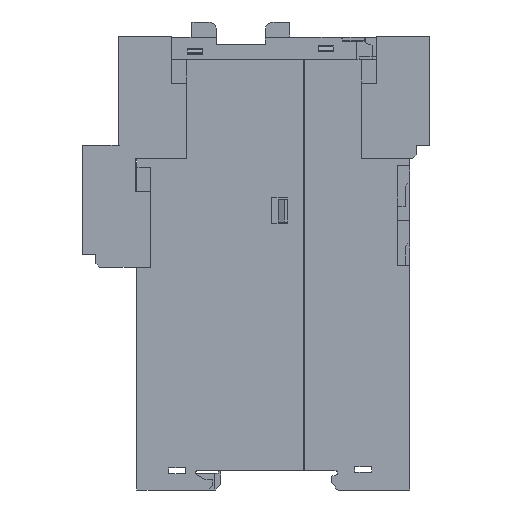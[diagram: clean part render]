
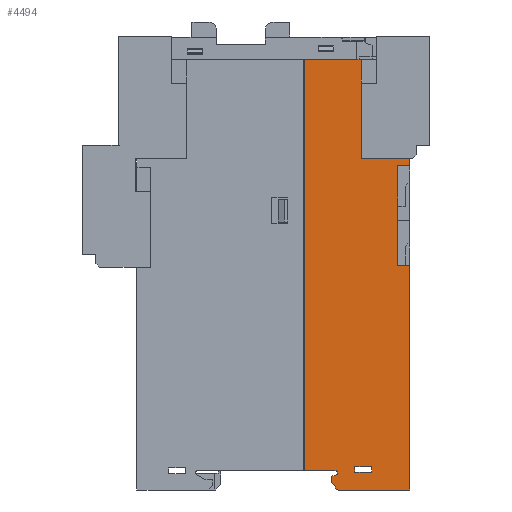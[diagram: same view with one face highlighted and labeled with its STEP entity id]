
A CAD part, left-side view. The second image highlights one B-rep face of the part: STEP entity #4494.
In plain terms, the highlighted planar face has unit normal (-1, 0, 0).
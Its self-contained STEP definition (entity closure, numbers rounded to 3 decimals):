
#4494=ADVANCED_FACE('',(#10052,#10053),#10054,.F.);
#10052=FACE_OUTER_BOUND('',#16663,.T.);
#10053=FACE_BOUND('',#16664,.T.);
#10054=PLANE('',#16665);
#16663=EDGE_LOOP('',(#31029,#31030,#31031,#31032,#31033,#31034,#31035,#31036,#31037,#31038,#31039,#31040,#31041,#31042,#31043,#31044,#31045,#31046,#31047,#31048,#31049,#31050));
#16664=EDGE_LOOP('',(#31051,#31052,#31053,#31054));
#16665=AXIS2_PLACEMENT_3D('',#31055,#31056,#31057);
#31029=ORIENTED_EDGE('',*,*,#44682,.T.);
#31030=ORIENTED_EDGE('',*,*,#41880,.T.);
#31031=ORIENTED_EDGE('',*,*,#45080,.T.);
#31032=ORIENTED_EDGE('',*,*,#45081,.T.);
#31033=ORIENTED_EDGE('',*,*,#45082,.T.);
#31034=ORIENTED_EDGE('',*,*,#45083,.T.);
#31035=ORIENTED_EDGE('',*,*,#45084,.T.);
#31036=ORIENTED_EDGE('',*,*,#45085,.T.);
#31037=ORIENTED_EDGE('',*,*,#45086,.T.);
#31038=ORIENTED_EDGE('',*,*,#45087,.T.);
#31039=ORIENTED_EDGE('',*,*,#45088,.F.);
#31040=ORIENTED_EDGE('',*,*,#45089,.T.);
#31041=ORIENTED_EDGE('',*,*,#45090,.T.);
#31042=ORIENTED_EDGE('',*,*,#45091,.T.);
#31043=ORIENTED_EDGE('',*,*,#45092,.T.);
#31044=ORIENTED_EDGE('',*,*,#45093,.T.);
#31045=ORIENTED_EDGE('',*,*,#45094,.T.);
#31046=ORIENTED_EDGE('',*,*,#45095,.T.);
#31047=ORIENTED_EDGE('',*,*,#45096,.T.);
#31048=ORIENTED_EDGE('',*,*,#45097,.T.);
#31049=ORIENTED_EDGE('',*,*,#45098,.T.);
#31050=ORIENTED_EDGE('',*,*,#45099,.T.);
#31051=ORIENTED_EDGE('',*,*,#45100,.T.);
#31052=ORIENTED_EDGE('',*,*,#45101,.T.);
#31053=ORIENTED_EDGE('',*,*,#45102,.T.);
#31054=ORIENTED_EDGE('',*,*,#45103,.T.);
#31055=CARTESIAN_POINT('',(0.005,62.57,60.03));
#31056=DIRECTION('',(1.0,0.0,0.0));
#31057=DIRECTION('',(0.0,0.0,-1.0));
#41880=EDGE_CURVE('',#50905,#50906,#50907,.T.);
#44682=EDGE_CURVE('',#55113,#50905,#55116,.T.);
#45080=EDGE_CURVE('',#50906,#55680,#55681,.T.);
#45081=EDGE_CURVE('',#55680,#55682,#55683,.T.);
#45082=EDGE_CURVE('',#55682,#55684,#55685,.T.);
#45083=EDGE_CURVE('',#55684,#55686,#55687,.T.);
#45084=EDGE_CURVE('',#55686,#55688,#55689,.T.);
#45085=EDGE_CURVE('',#55688,#55690,#55691,.T.);
#45086=EDGE_CURVE('',#55690,#55692,#55693,.T.);
#45087=EDGE_CURVE('',#55692,#55694,#55695,.T.);
#45088=EDGE_CURVE('',#55696,#55694,#55697,.T.);
#45089=EDGE_CURVE('',#55696,#55698,#55699,.T.);
#45090=EDGE_CURVE('',#55698,#55700,#55701,.T.);
#45091=EDGE_CURVE('',#55700,#55702,#55703,.T.);
#45092=EDGE_CURVE('',#55702,#55704,#55705,.T.);
#45093=EDGE_CURVE('',#55704,#55706,#55707,.T.);
#45094=EDGE_CURVE('',#55706,#55708,#55709,.T.);
#45095=EDGE_CURVE('',#55708,#55710,#55711,.T.);
#45096=EDGE_CURVE('',#55710,#55712,#55713,.T.);
#45097=EDGE_CURVE('',#55712,#55714,#55715,.T.);
#45098=EDGE_CURVE('',#55714,#55716,#55717,.T.);
#45099=EDGE_CURVE('',#55716,#55113,#55718,.T.);
#45100=EDGE_CURVE('',#55719,#55720,#55721,.T.);
#45101=EDGE_CURVE('',#55720,#55722,#55723,.T.);
#45102=EDGE_CURVE('',#55722,#55724,#55725,.T.);
#45103=EDGE_CURVE('',#55724,#55719,#55726,.T.);
#50905=VERTEX_POINT('',#64093);
#50906=VERTEX_POINT('',#64094);
#50907=LINE('',#64095,#64096);
#55113=VERTEX_POINT('',#70350);
#55116=LINE('',#70355,#70356);
#55680=VERTEX_POINT('',#71220);
#55681=LINE('',#71221,#71222);
#55682=VERTEX_POINT('',#71223);
#55683=LINE('',#71224,#71225);
#55684=VERTEX_POINT('',#71226);
#55685=CIRCLE('',#71227,0.3);
#55686=VERTEX_POINT('',#71228);
#55687=LINE('',#71229,#71230);
#55688=VERTEX_POINT('',#71231);
#55689=CIRCLE('',#71232,0.3);
#55690=VERTEX_POINT('',#71233);
#55691=LINE('',#71234,#71235);
#55692=VERTEX_POINT('',#71236);
#55693=LINE('',#71237,#71238);
#55694=VERTEX_POINT('',#71239);
#55695=LINE('',#71240,#71241);
#55696=VERTEX_POINT('',#71242);
#55697=CIRCLE('',#71243,0.5);
#55698=VERTEX_POINT('',#71244);
#55699=LINE('',#71245,#71246);
#55700=VERTEX_POINT('',#71247);
#55701=LINE('',#71248,#71249);
#55702=VERTEX_POINT('',#71250);
#55703=LINE('',#71251,#71252);
#55704=VERTEX_POINT('',#71253);
#55705=LINE('',#71254,#71255);
#55706=VERTEX_POINT('',#71256);
#55707=LINE('',#71257,#71258);
#55708=VERTEX_POINT('',#71259);
#55709=LINE('',#71260,#71261);
#55710=VERTEX_POINT('',#71262);
#55711=LINE('',#71263,#71264);
#55712=VERTEX_POINT('',#71265);
#55713=LINE('',#71266,#71267);
#55714=VERTEX_POINT('',#71268);
#55715=LINE('',#71269,#71270);
#55716=VERTEX_POINT('',#71271);
#55717=LINE('',#71272,#71273);
#55718=LINE('',#71274,#71275);
#55719=VERTEX_POINT('',#71276);
#55720=VERTEX_POINT('',#71277);
#55721=LINE('',#71278,#71279);
#55722=VERTEX_POINT('',#71280);
#55723=LINE('',#71281,#71282);
#55724=VERTEX_POINT('',#71283);
#55725=LINE('',#71284,#71285);
#55726=LINE('',#71286,#71287);
#64093=CARTESIAN_POINT('',(0.005,19.3,114.0));
#64094=CARTESIAN_POINT('',(0.005,33.2,114.0));
#64095=CARTESIAN_POINT('',(0.005,51.865,114.0));
#64096=VECTOR('',#80351,1.0);
#70350=CARTESIAN_POINT('',(0.005,19.3,114.08));
#70355=CARTESIAN_POINT('',(0.005,19.3,88.514));
#70356=VECTOR('',#82824,1.0);
#71220=CARTESIAN_POINT('',(0.005,33.2,5.1));
#71221=CARTESIAN_POINT('',(0.005,33.2,70.065));
#71222=VECTOR('',#83220,1.0);
#71223=CARTESIAN_POINT('',(0.005,24.75,5.1));
#71224=CARTESIAN_POINT('',(0.005,77.95,5.1));
#71225=VECTOR('',#83221,1.0);
#71226=CARTESIAN_POINT('',(0.005,24.45,4.8));
#71227=AXIS2_PLACEMENT_3D('',#83222,#83223,#83224);
#71228=CARTESIAN_POINT('',(0.005,24.45,4.28));
#71229=CARTESIAN_POINT('',(0.005,24.45,4.8));
#71230=VECTOR('',#83225,1.0);
#71231=CARTESIAN_POINT('',(0.005,24.672,3.99));
#71232=AXIS2_PLACEMENT_3D('',#83226,#83227,#83228);
#71233=CARTESIAN_POINT('',(0.005,25.85,3.675));
#71234=CARTESIAN_POINT('',(0.005,24.672,3.99));
#71235=VECTOR('',#83229,1.0);
#71236=CARTESIAN_POINT('',(0.005,25.85,1.999));
#71237=CARTESIAN_POINT('',(0.005,25.85,3.675));
#71238=VECTOR('',#83230,1.0);
#71239=CARTESIAN_POINT('',(0.005,24.599,0.213));
#71240=CARTESIAN_POINT('',(0.005,25.85,1.999));
#71241=VECTOR('',#83231,1.0);
#71242=CARTESIAN_POINT('',(0.005,24.19,0.0));
#71243=AXIS2_PLACEMENT_3D('',#83232,#83233,#83234);
#71244=CARTESIAN_POINT('',(0.005,5.2,0.0));
#71245=CARTESIAN_POINT('',(0.005,24.19,0.0));
#71246=VECTOR('',#83235,1.0);
#71247=CARTESIAN_POINT('',(0.005,5.2,59.5));
#71248=CARTESIAN_POINT('',(0.005,5.2,27.565));
#71249=VECTOR('',#83236,1.0);
#71250=CARTESIAN_POINT('',(0.005,8.45,59.5));
#71251=CARTESIAN_POINT('',(0.005,34.51,59.5));
#71252=VECTOR('',#83237,1.0);
#71253=CARTESIAN_POINT('',(0.005,8.45,85.9));
#71254=CARTESIAN_POINT('',(0.005,8.45,66.365));
#71255=VECTOR('',#83238,1.0);
#71256=CARTESIAN_POINT('',(0.005,5.2,85.9));
#71257=CARTESIAN_POINT('',(0.005,34.51,85.9));
#71258=VECTOR('',#83239,1.0);
#71259=CARTESIAN_POINT('',(0.005,5.2,87.78));
#71260=CARTESIAN_POINT('',(0.005,5.2,27.565));
#71261=VECTOR('',#83240,1.0);
#71262=CARTESIAN_POINT('',(0.005,18.02,87.78));
#71263=CARTESIAN_POINT('',(0.005,4.45,87.78));
#71264=VECTOR('',#83241,1.0);
#71265=CARTESIAN_POINT('',(0.005,18.02,107.82));
#71266=CARTESIAN_POINT('',(0.005,18.02,87.78));
#71267=VECTOR('',#83242,1.0);
#71268=CARTESIAN_POINT('',(0.005,18.0,107.82));
#71269=CARTESIAN_POINT('',(0.005,18.02,107.82));
#71270=VECTOR('',#83243,1.0);
#71271=CARTESIAN_POINT('',(0.005,18.0,114.08));
#71272=CARTESIAN_POINT('',(0.005,18.0,85.465));
#71273=VECTOR('',#83244,1.0);
#71274=CARTESIAN_POINT('',(0.005,14.01,114.08));
#71275=VECTOR('',#83245,1.0);
#71276=CARTESIAN_POINT('',(0.005,15.3,6.2));
#71277=CARTESIAN_POINT('',(0.005,15.3,4.7));
#71278=CARTESIAN_POINT('',(0.005,15.3,32.74));
#71279=VECTOR('',#83246,1.0);
#71280=CARTESIAN_POINT('',(0.005,19.8,4.7));
#71281=CARTESIAN_POINT('',(0.005,40.06,4.7));
#71282=VECTOR('',#83247,1.0);
#71283=CARTESIAN_POINT('',(0.005,19.8,6.2));
#71284=CARTESIAN_POINT('',(0.005,19.8,32.74));
#71285=VECTOR('',#83248,1.0);
#71286=CARTESIAN_POINT('',(0.005,40.06,6.2));
#71287=VECTOR('',#83249,1.0);
#80351=DIRECTION('',(0.0,1.0,0.0));
#82824=DIRECTION('',(0.0,0.0,-1.0));
#83220=DIRECTION('',(0.0,0.0,-1.0));
#83221=DIRECTION('',(0.0,-1.0,0.0));
#83222=CARTESIAN_POINT('',(0.005,24.75,4.8));
#83223=DIRECTION('',(1.0,0.0,0.0));
#83224=DIRECTION('',(0.0,0.,1.));
#83225=DIRECTION('',(0.0,0.0,-1.0));
#83226=CARTESIAN_POINT('',(0.005,24.75,4.28));
#83227=DIRECTION('',(1.0,0.0,0.0));
#83228=DIRECTION('',(0.0,-1.0,0.));
#83229=DIRECTION('',(0.0,0.966,-0.259));
#83230=DIRECTION('',(0.0,0.0,-1.0));
#83231=DIRECTION('',(0.0,-0.574,-0.819));
#83232=CARTESIAN_POINT('',(0.005,24.19,0.5));
#83233=DIRECTION('',(1.0,0.0,0.0));
#83234=DIRECTION('',(0.0,0.,-1.0));
#83235=DIRECTION('',(0.0,-1.0,0.0));
#83236=DIRECTION('',(0.0,0.0,1.0));
#83237=DIRECTION('',(0.0,1.0,0.0));
#83238=DIRECTION('',(0.0,0.0,1.0));
#83239=DIRECTION('',(0.0,-1.0,0.0));
#83240=DIRECTION('',(0.0,0.0,1.0));
#83241=DIRECTION('',(0.0,1.0,0.0));
#83242=DIRECTION('',(0.0,0.0,1.0));
#83243=DIRECTION('',(0.0,-1.0,0.0));
#83244=DIRECTION('',(0.0,0.0,1.0));
#83245=DIRECTION('',(0.0,1.0,0.0));
#83246=DIRECTION('',(0.0,0.0,-1.0));
#83247=DIRECTION('',(0.0,1.0,0.0));
#83248=DIRECTION('',(0.0,0.0,1.0));
#83249=DIRECTION('',(0.0,-1.0,0.0));
